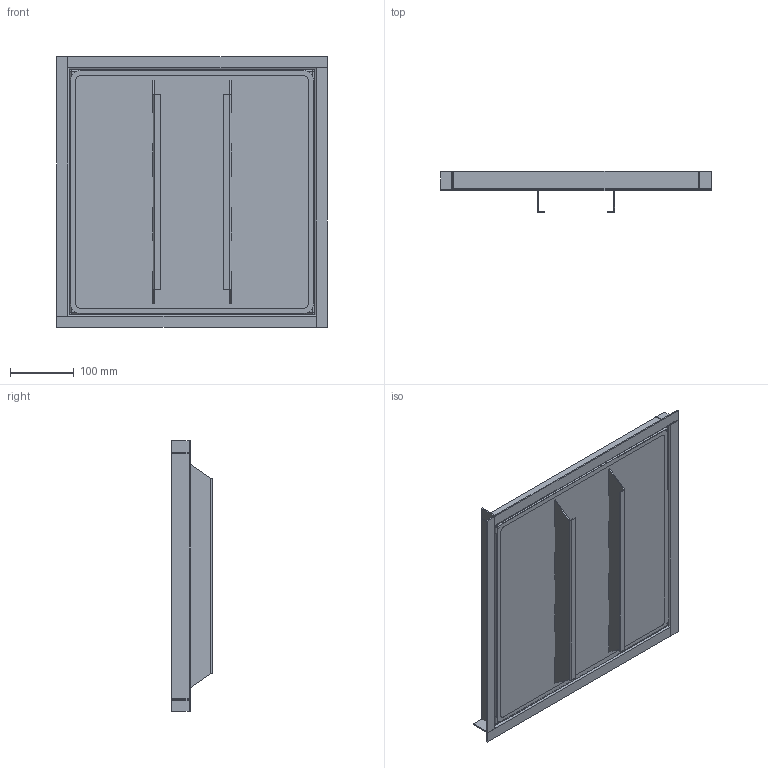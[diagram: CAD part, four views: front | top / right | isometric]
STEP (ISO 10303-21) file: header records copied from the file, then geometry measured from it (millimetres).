
FILE_DESCRIPTION (( 'STEP AP214' ), '1' );
FILE_NAME ('7405920_KSTP1.stp', '2016-10-14T11:59:06', ( '' ), ( '' ), 'SwSTEP 2.0', 'SolidWorks 2016', '' );
FILE_SCHEMA (( 'AUTOMOTIVE_DESIGN' ));
Length unit declared in the file: millimetre
Products named in the file (7): 7405920_KSTP1; 079420_39408112T1_H= 29mm_VA; 43816AB_Standard; 43812BA_Standard; 40467AB_H= 19mm_VA; 40547AC_30; P_42994B_1_Standard
Assembly tree (10 placements, depth 3):
  7405920_KSTP1
    40467AB_H= 19mm_VA
      079420_39408112T1_H= 29mm_VA
      43816AB_Standard  x2
      43812BA_Standard
    40547AC_30  x4
    P_42994B_1_Standard
Bounding box: 423.8 x 64 x 423.8 mm (x, y, z)
Volume: 1221063.5 mm3; surface area: 932008 mm2
Topology: 9 solids, 9 shells, 210 faces, 496 edges, 304 vertices
Faces by surface type: plane 182, cylinder 28
Entity records: 4668 total; most frequent: CARTESIAN_POINT 768, ORIENTED_EDGE 744, DIRECTION 740, EDGE_CURVE 372, VECTOR 332, LINE 332, VERTEX_POINT 232, AXIS2_PLACEMENT_3D 204
